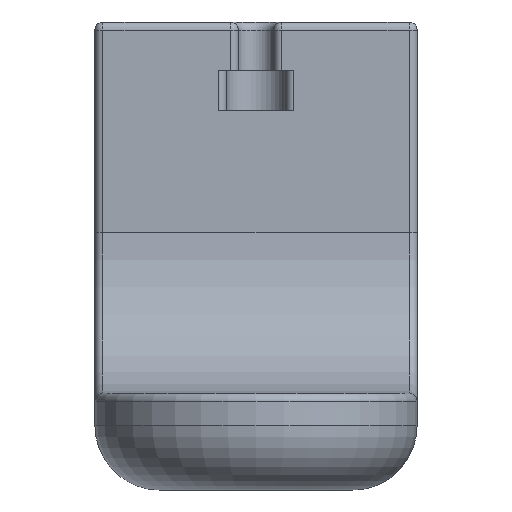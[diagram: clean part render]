
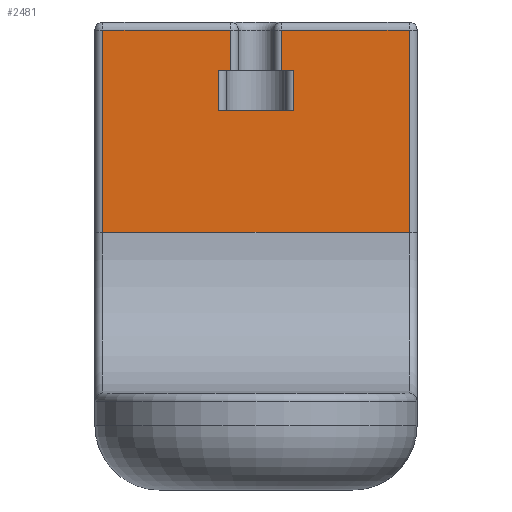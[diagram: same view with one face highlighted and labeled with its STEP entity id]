
A CAD part, left-side view. The second image highlights one B-rep face of the part: STEP entity #2481.
In plain terms, the highlighted planar face has unit normal (-1, 0, 0).
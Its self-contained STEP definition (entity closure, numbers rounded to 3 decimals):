
#56=PLANE('',#2713);
#168=FACE_OUTER_BOUND('',#317,.T.);
#317=EDGE_LOOP('',(#1810,#1811,#1812,#1813,#1814,#1815,#1816,#1817,#1818,
#1819,#1820,#1821));
#463=LINE('',#3898,#669);
#467=LINE('',#3924,#673);
#474=LINE('',#3957,#680);
#477=LINE('',#3963,#683);
#484=LINE('',#4000,#690);
#485=LINE('',#4003,#691);
#486=LINE('',#4005,#692);
#487=LINE('',#4007,#693);
#488=LINE('',#4009,#694);
#489=LINE('',#4011,#695);
#490=LINE('',#4013,#696);
#491=LINE('',#4014,#697);
#669=VECTOR('',#3082,10.);
#673=VECTOR('',#3118,10.);
#680=VECTOR('',#3157,10.);
#683=VECTOR('',#3164,10.);
#690=VECTOR('',#3219,10.);
#691=VECTOR('',#3222,10.);
#692=VECTOR('',#3223,10.);
#693=VECTOR('',#3224,10.);
#694=VECTOR('',#3225,10.);
#695=VECTOR('',#3226,10.);
#696=VECTOR('',#3227,10.);
#697=VECTOR('',#3228,10.);
#1053=VERTEX_POINT('',#3883);
#1054=VERTEX_POINT('',#3887);
#1057=VERTEX_POINT('',#3894);
#1063=VERTEX_POINT('',#3917);
#1074=VERTEX_POINT('',#3955);
#1075=VERTEX_POINT('',#3960);
#1082=VERTEX_POINT('',#4002);
#1083=VERTEX_POINT('',#4004);
#1084=VERTEX_POINT('',#4006);
#1085=VERTEX_POINT('',#4008);
#1086=VERTEX_POINT('',#4010);
#1087=VERTEX_POINT('',#4012);
#1310=EDGE_CURVE('',#1054,#1057,#463,.T.);
#1324=EDGE_CURVE('',#1063,#1053,#467,.T.);
#1341=EDGE_CURVE('',#1074,#1054,#474,.T.);
#1345=EDGE_CURVE('',#1053,#1075,#477,.T.);
#1364=EDGE_CURVE('',#1057,#1063,#484,.T.);
#1365=EDGE_CURVE('',#1082,#1074,#485,.T.);
#1366=EDGE_CURVE('',#1082,#1083,#486,.T.);
#1367=EDGE_CURVE('',#1084,#1083,#487,.T.);
#1368=EDGE_CURVE('',#1084,#1085,#488,.T.);
#1369=EDGE_CURVE('',#1086,#1085,#489,.T.);
#1370=EDGE_CURVE('',#1086,#1087,#490,.T.);
#1371=EDGE_CURVE('',#1075,#1087,#491,.T.);
#1810=ORIENTED_EDGE('',*,*,#1345,.F.);
#1811=ORIENTED_EDGE('',*,*,#1324,.F.);
#1812=ORIENTED_EDGE('',*,*,#1364,.F.);
#1813=ORIENTED_EDGE('',*,*,#1310,.F.);
#1814=ORIENTED_EDGE('',*,*,#1341,.F.);
#1815=ORIENTED_EDGE('',*,*,#1365,.F.);
#1816=ORIENTED_EDGE('',*,*,#1366,.T.);
#1817=ORIENTED_EDGE('',*,*,#1367,.F.);
#1818=ORIENTED_EDGE('',*,*,#1368,.T.);
#1819=ORIENTED_EDGE('',*,*,#1369,.F.);
#1820=ORIENTED_EDGE('',*,*,#1370,.T.);
#1821=ORIENTED_EDGE('',*,*,#1371,.F.);
#2481=ADVANCED_FACE('',(#168),#56,.T.);
#2713=AXIS2_PLACEMENT_3D('',#4001,#3220,#3221);
#3082=DIRECTION('',(0.,0.,-1.));
#3118=DIRECTION('',(0.,0.,1.));
#3157=DIRECTION('',(0.,-1.,0.));
#3164=DIRECTION('',(0.,-1.,0.));
#3219=DIRECTION('',(0.,1.,0.));
#3220=DIRECTION('center_axis',(-1.,0.,0.));
#3221=DIRECTION('ref_axis',(0.,-1.,0.));
#3222=DIRECTION('',(0.,0.,1.));
#3223=DIRECTION('',(0.,-1.,0.));
#3224=DIRECTION('',(0.,0.,1.));
#3225=DIRECTION('',(0.,1.,0.));
#3226=DIRECTION('',(0.,0.,-1.));
#3227=DIRECTION('',(0.,-1.,0.));
#3228=DIRECTION('',(0.,0.,-1.));
#3883=CARTESIAN_POINT('',(40.,9.5,27.55));
#3887=CARTESIAN_POINT('',(40.,-9.5,27.55));
#3894=CARTESIAN_POINT('',(40.,-9.5,15.));
#3898=CARTESIAN_POINT('',(40.,-9.5,2.5));
#3917=CARTESIAN_POINT('',(40.,9.5,15.));
#3924=CARTESIAN_POINT('',(40.,9.5,2.5));
#3955=CARTESIAN_POINT('',(40.,-1.6,27.55));
#3957=CARTESIAN_POINT('',(40.,5.,27.55));
#3960=CARTESIAN_POINT('',(40.,1.6,27.55));
#3963=CARTESIAN_POINT('',(40.,5.,27.55));
#4000=CARTESIAN_POINT('',(40.,5.,15.));
#4001=CARTESIAN_POINT('Origin',(40.,10.,5.));
#4002=CARTESIAN_POINT('',(40.,-1.6,25.05));
#4003=CARTESIAN_POINT('',(40.,-1.6,16.525));
#4004=CARTESIAN_POINT('',(40.,-2.35,25.05));
#4005=CARTESIAN_POINT('',(40.,5.,25.05));
#4006=CARTESIAN_POINT('',(40.,-2.35,22.55));
#4007=CARTESIAN_POINT('',(40.,-2.35,15.025));
#4008=CARTESIAN_POINT('',(40.,2.35,22.55));
#4009=CARTESIAN_POINT('',(40.,5.,22.55));
#4010=CARTESIAN_POINT('',(40.,2.35,25.05));
#4011=CARTESIAN_POINT('',(40.,2.35,15.025));
#4012=CARTESIAN_POINT('',(40.,1.6,25.05));
#4013=CARTESIAN_POINT('',(40.,5.,25.05));
#4014=CARTESIAN_POINT('',(40.,1.6,16.525));
